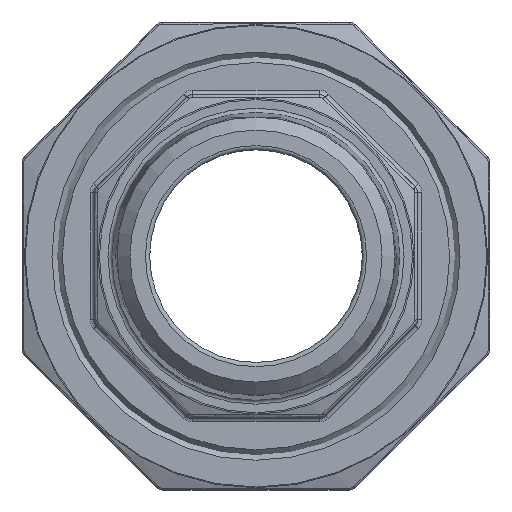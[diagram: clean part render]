
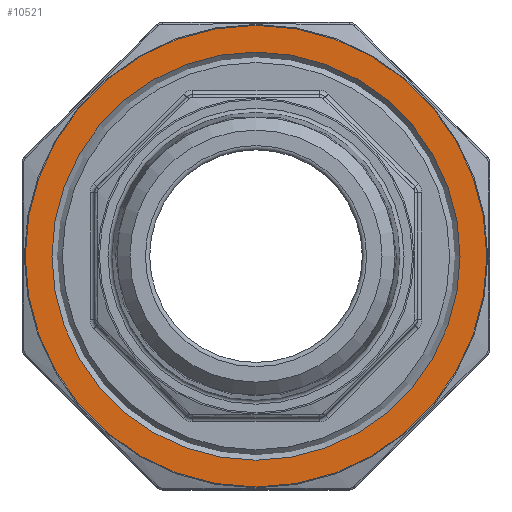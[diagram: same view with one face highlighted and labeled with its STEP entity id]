
A CAD part, left-side view. The second image highlights one B-rep face of the part: STEP entity #10521.
In plain terms, the highlighted planar face has unit normal (-1, 0, 0).
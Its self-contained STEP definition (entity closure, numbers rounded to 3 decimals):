
#118 = CARTESIAN_POINT ( 'NONE',  ( -11.5, 0., 27.147 ) ) ;
#416 = EDGE_LOOP ( 'NONE', ( #20652 ) ) ;
#975 = CARTESIAN_POINT ( 'NONE',  ( -11.5, 0., 0. ) ) ;
#1344 = EDGE_CURVE ( 'NONE', #14817, #14817, #6623, .T. ) ;
#3115 = DIRECTION ( 'NONE',  ( 0., 0., -1. ) ) ;
#5827 = CARTESIAN_POINT ( 'NONE',  ( -11.5, 37.92, 0. ) ) ;
#6623 = CIRCLE ( 'NONE', #19291, 27.147 ) ;
#7309 = CARTESIAN_POINT ( 'NONE',  ( -11.5, 0., -24. ) ) ;
#7375 = CIRCLE ( 'NONE', #17513, 24. ) ;
#8299 = DIRECTION ( 'NONE',  ( 1., 0., 0. ) ) ;
#9252 = DIRECTION ( 'NONE',  ( -1., 0., 0. ) ) ;
#9827 = AXIS2_PLACEMENT_3D ( 'NONE', #5827, #9252, #21647 ) ;
#10521 = ADVANCED_FACE ( 'NONE', ( #19862, #19536 ), #21317, .T. ) ;
#11724 = CARTESIAN_POINT ( 'NONE',  ( -11.5, 0., 0. ) ) ;
#14817 = VERTEX_POINT ( 'NONE', #118 ) ;
#16345 = DIRECTION ( 'NONE',  ( 0., 0., 1. ) ) ;
#16811 = EDGE_LOOP ( 'NONE', ( #21020 ) ) ;
#17227 = EDGE_CURVE ( 'NONE', #20896, #20896, #7375, .T. ) ;
#17513 = AXIS2_PLACEMENT_3D ( 'NONE', #11724, #8299, #3115 ) ;
#19291 = AXIS2_PLACEMENT_3D ( 'NONE', #975, #19834, #16345 ) ;
#19536 = FACE_BOUND ( 'NONE', #416, .T. ) ;
#19834 = DIRECTION ( 'NONE',  ( -1., 0., 0. ) ) ;
#19862 = FACE_OUTER_BOUND ( 'NONE', #16811, .T. ) ;
#20652 = ORIENTED_EDGE ( 'NONE', *, *, #17227, .T. ) ;
#20896 = VERTEX_POINT ( 'NONE', #7309 ) ;
#21020 = ORIENTED_EDGE ( 'NONE', *, *, #1344, .T. ) ;
#21317 = PLANE ( 'NONE',  #9827 ) ;
#21647 = DIRECTION ( 'NONE',  ( 0., 0., 1. ) ) ;
